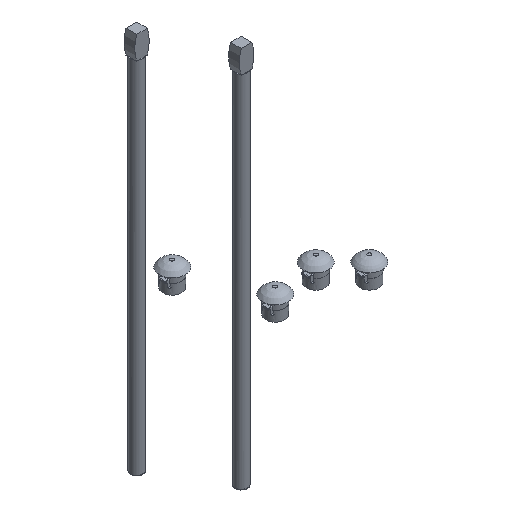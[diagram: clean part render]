
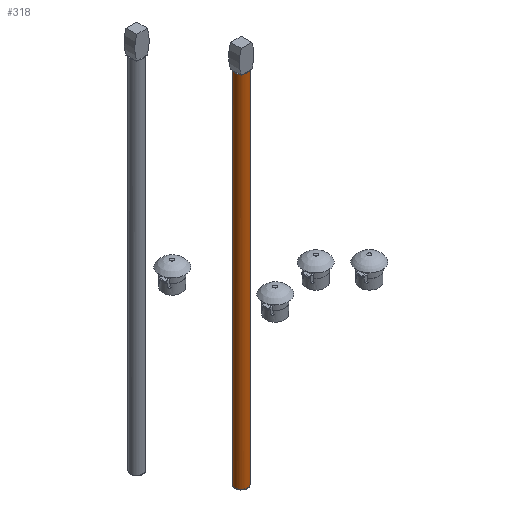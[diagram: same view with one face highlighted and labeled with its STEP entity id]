
A CAD part, isometric view. The second image highlights one B-rep face of the part: STEP entity #318.
In plain terms, the highlighted cylindrical face has radius 1.714 mm (diameter 3.429 mm), a full revolution.
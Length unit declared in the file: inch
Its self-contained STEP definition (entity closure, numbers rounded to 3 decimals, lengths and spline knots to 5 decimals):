
#19 = AXIS2_PLACEMENT_3D ( 'NONE', #5373, #2360, #1769 ) ;
#103 = CARTESIAN_POINT ( 'NONE',  ( -0.0675, 0., -3.86016 ) ) ;
#118 = DIRECTION ( 'NONE',  ( 0., 0., 1. ) ) ;
#138 = CARTESIAN_POINT ( 'NONE',  ( -0.03536, -0.0575, 0. ) ) ;
#251 = DIRECTION ( 'NONE',  ( -1., 0., 0. ) ) ;
#318 = ADVANCED_FACE ( 'NONE', ( #7260, #7836 ), #722, .T. ) ;
#373 = CARTESIAN_POINT ( 'NONE',  ( 0., 0., 0. ) ) ;
#433 = CARTESIAN_POINT ( 'NONE',  ( 0., 0., 0. ) ) ;
#455 = VERTEX_POINT ( 'NONE', #5015 ) ;
#612 = CARTESIAN_POINT ( 'NONE',  ( 0.0575, 0.03536, 0. ) ) ;
#722 = CYLINDRICAL_SURFACE ( 'NONE', #19, 0.0675 ) ;
#906 = ORIENTED_EDGE ( 'NONE', *, *, #3184, .T. ) ;
#1047 = EDGE_CURVE ( 'NONE', #6737, #6737, #4185, .T. ) ;
#1119 = DIRECTION ( 'NONE',  ( -1., 0., 0. ) ) ;
#1449 = CARTESIAN_POINT ( 'NONE',  ( 0., 0., 0. ) ) ;
#1494 = CARTESIAN_POINT ( 'NONE',  ( 0.03536, -0.0575, 0. ) ) ;
#1591 = AXIS2_PLACEMENT_3D ( 'NONE', #2357, #5481, #1119 ) ;
#1769 = DIRECTION ( 'NONE',  ( -1., 0., 0. ) ) ;
#1793 = DIRECTION ( 'NONE',  ( 0., 0., -1. ) ) ;
#1827 = CARTESIAN_POINT ( 'NONE',  ( 0., 0., 0. ) ) ;
#1836 = CIRCLE ( 'NONE', #2594, 0.0675 ) ;
#2172 = ORIENTED_EDGE ( 'NONE', *, *, #1047, .T. ) ;
#2191 = CIRCLE ( 'NONE', #4209, 0.0675 ) ;
#2357 = CARTESIAN_POINT ( 'NONE',  ( 0., 0., 0. ) ) ;
#2360 = DIRECTION ( 'NONE',  ( 0., 0., -1. ) ) ;
#2362 = EDGE_CURVE ( 'NONE', #3773, #6937, #3600, .T. ) ;
#2461 = AXIS2_PLACEMENT_3D ( 'NONE', #1827, #1793, #4873 ) ;
#2469 = ORIENTED_EDGE ( 'NONE', *, *, #5411, .T. ) ;
#2504 = DIRECTION ( 'NONE',  ( -1., 0., 0. ) ) ;
#2547 = CARTESIAN_POINT ( 'NONE',  ( 0., 0., 0. ) ) ;
#2594 = AXIS2_PLACEMENT_3D ( 'NONE', #6325, #6796, #5089 ) ;
#2966 = DIRECTION ( 'NONE',  ( 0., 0., -1. ) ) ;
#2977 = CARTESIAN_POINT ( 'NONE',  ( 0.03536, 0.0575, 0. ) ) ;
#3076 = CARTESIAN_POINT ( 'NONE',  ( 0., 0., 0. ) ) ;
#3132 = VERTEX_POINT ( 'NONE', #138 ) ;
#3184 = EDGE_CURVE ( 'NONE', #4159, #4255, #2191, .T. ) ;
#3217 = EDGE_LOOP ( 'NONE', ( #2172 ) ) ;
#3361 = CIRCLE ( 'NONE', #2461, 0.0675 ) ;
#3390 = AXIS2_PLACEMENT_3D ( 'NONE', #3076, #2966, #4784 ) ;
#3503 = DIRECTION ( 'NONE',  ( -1., 0., 0. ) ) ;
#3600 = CIRCLE ( 'NONE', #7157, 0.0675 ) ;
#3692 = ORIENTED_EDGE ( 'NONE', *, *, #4597, .T. ) ;
#3752 = AXIS2_PLACEMENT_3D ( 'NONE', #373, #5703, #251 ) ;
#3773 = VERTEX_POINT ( 'NONE', #5997 ) ;
#3785 = DIRECTION ( 'NONE',  ( -1., 0., 0. ) ) ;
#3935 = AXIS2_PLACEMENT_3D ( 'NONE', #7255, #118, #2504 ) ;
#4076 = CARTESIAN_POINT ( 'NONE',  ( -0.0575, -0.03536, 0. ) ) ;
#4159 = VERTEX_POINT ( 'NONE', #2977 ) ;
#4185 = CIRCLE ( 'NONE', #3935, 0.0675 ) ;
#4209 = AXIS2_PLACEMENT_3D ( 'NONE', #1449, #6266, #5186 ) ;
#4255 = VERTEX_POINT ( 'NONE', #612 ) ;
#4265 = CIRCLE ( 'NONE', #1591, 0.0675 ) ;
#4281 = VERTEX_POINT ( 'NONE', #4993 ) ;
#4597 = EDGE_CURVE ( 'NONE', #455, #4281, #5799, .T. ) ;
#4754 = AXIS2_PLACEMENT_3D ( 'NONE', #2547, #7481, #3785 ) ;
#4784 = DIRECTION ( 'NONE',  ( -1., 0., 0. ) ) ;
#4873 = DIRECTION ( 'NONE',  ( -1., 0., 0. ) ) ;
#4993 = CARTESIAN_POINT ( 'NONE',  ( -0.03536, 0.0575, 0. ) ) ;
#4995 = EDGE_CURVE ( 'NONE', #4281, #4159, #4265, .T. ) ;
#5015 = CARTESIAN_POINT ( 'NONE',  ( -0.0575, 0.03536, 0. ) ) ;
#5089 = DIRECTION ( 'NONE',  ( -1., 0., 0. ) ) ;
#5138 = EDGE_CURVE ( 'NONE', #4255, #3773, #1836, .T. ) ;
#5179 = EDGE_CURVE ( 'NONE', #3132, #7097, #7027, .T. ) ;
#5186 = DIRECTION ( 'NONE',  ( -1., 0., 0. ) ) ;
#5373 = CARTESIAN_POINT ( 'NONE',  ( 0., 0., 0. ) ) ;
#5411 = EDGE_CURVE ( 'NONE', #6937, #3132, #3361, .T. ) ;
#5481 = DIRECTION ( 'NONE',  ( 0., 0., -1. ) ) ;
#5494 = ORIENTED_EDGE ( 'NONE', *, *, #6117, .T. ) ;
#5703 = DIRECTION ( 'NONE',  ( 0., 0., -1. ) ) ;
#5799 = CIRCLE ( 'NONE', #3390, 0.0675 ) ;
#5997 = CARTESIAN_POINT ( 'NONE',  ( 0.0575, -0.03536, 0. ) ) ;
#6117 = EDGE_CURVE ( 'NONE', #7097, #455, #7773, .T. ) ;
#6266 = DIRECTION ( 'NONE',  ( 0., 0., -1. ) ) ;
#6325 = CARTESIAN_POINT ( 'NONE',  ( 0., 0., 0. ) ) ;
#6531 = ORIENTED_EDGE ( 'NONE', *, *, #5179, .T. ) ;
#6737 = VERTEX_POINT ( 'NONE', #103 ) ;
#6796 = DIRECTION ( 'NONE',  ( 0., 0., -1. ) ) ;
#6849 = ORIENTED_EDGE ( 'NONE', *, *, #4995, .T. ) ;
#6896 = EDGE_LOOP ( 'NONE', ( #6849, #906, #7030, #7122, #2469, #6531, #5494, #3692 ) ) ;
#6937 = VERTEX_POINT ( 'NONE', #1494 ) ;
#7027 = CIRCLE ( 'NONE', #4754, 0.0675 ) ;
#7030 = ORIENTED_EDGE ( 'NONE', *, *, #5138, .T. ) ;
#7097 = VERTEX_POINT ( 'NONE', #4076 ) ;
#7122 = ORIENTED_EDGE ( 'NONE', *, *, #2362, .T. ) ;
#7142 = DIRECTION ( 'NONE',  ( 0., 0., -1. ) ) ;
#7157 = AXIS2_PLACEMENT_3D ( 'NONE', #433, #7142, #3503 ) ;
#7255 = CARTESIAN_POINT ( 'NONE',  ( 0., 0., -3.86016 ) ) ;
#7260 = FACE_OUTER_BOUND ( 'NONE', #3217, .T. ) ;
#7481 = DIRECTION ( 'NONE',  ( 0., 0., -1. ) ) ;
#7773 = CIRCLE ( 'NONE', #3752, 0.0675 ) ;
#7836 = FACE_OUTER_BOUND ( 'NONE', #6896, .T. ) ;
